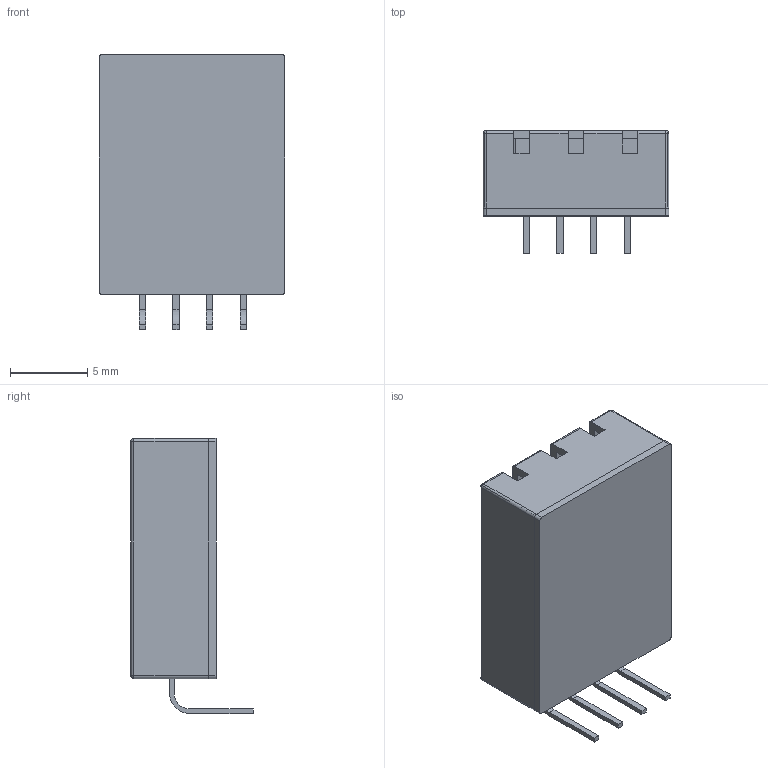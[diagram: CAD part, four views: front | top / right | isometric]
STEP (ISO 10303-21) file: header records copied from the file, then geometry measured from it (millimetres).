
FILE_DESCRIPTION(('HOOPS Exchange Step'),'2;1');
FILE_NAME('temp_export','2024-06-29T21:15:16+04:00',('aleko'),('Shapr3D Limited'),'HOOPS Exchange 2024.2','Shapr3D','Authorized');
FILE_SCHEMA( ('AUTOMOTIVE_DESIGN { 1 0 10303 214 1 1 1 1 }') );
Length unit declared in the file: millimetre
Products named in the file (8): Component1:1; Humadity Sensor:1; Component3:1; 8 Bit Microcontroller:1; Component1 (1):1; Component1 (2):1; temp_import.step; root
Assembly tree (7 placements, depth 3):
  root
    temp_import.step
      Component1:1
      Humadity Sensor:1
      Component3:1
      8 Bit Microcontroller:1
      Component1 (1):1
      Component1 (2):1
Bounding box: 12 x 7.9 x 17.75 mm (x, y, z)
Volume: 195.2 mm3; surface area: 2528.3 mm2
Topology: 11 solids, 11 shells, 430 faces, 1187 edges, 784 vertices
Faces by surface type: plane 385, cylinder 41, sphere 4
Full cylindrical faces by diameter (mm): 1 x8, 1.2 x4
Entity records: 13826 total; most frequent: CARTESIAN_POINT 2405, ORIENTED_EDGE 2366, DIRECTION 2145, EDGE_CURVE 1183, VECTOR 1097, LINE 1097, VERTEX_POINT 784, EDGE_LOOP 529
